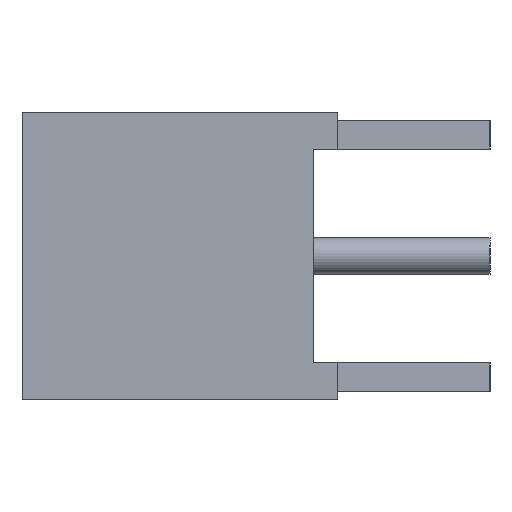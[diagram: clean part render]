
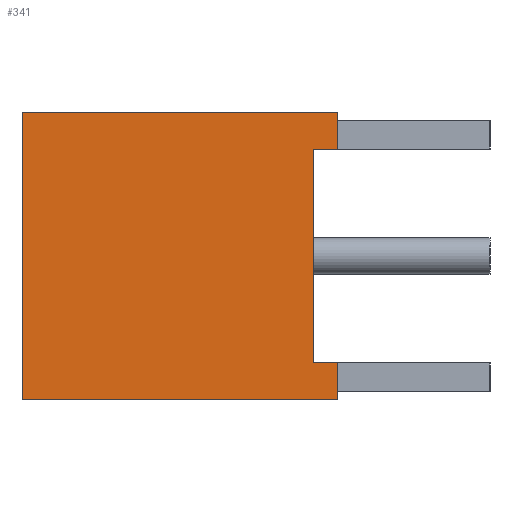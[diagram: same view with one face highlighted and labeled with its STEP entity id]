
A CAD part, left-side view. The second image highlights one B-rep face of the part: STEP entity #341.
In plain terms, the highlighted planar face has unit normal (-1, 0, 0).
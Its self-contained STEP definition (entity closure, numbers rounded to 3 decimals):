
#93=LINE('',#1640,#203);
#96=LINE('',#1646,#206);
#97=LINE('',#1649,#207);
#98=LINE('',#1651,#208);
#99=LINE('',#1653,#209);
#100=LINE('',#1655,#210);
#101=LINE('',#1656,#211);
#102=LINE('',#1658,#212);
#203=VECTOR('',#1336,1.);
#206=VECTOR('',#1341,1.);
#207=VECTOR('',#1342,1.);
#208=VECTOR('',#1343,1.);
#209=VECTOR('',#1344,1.);
#210=VECTOR('',#1345,1.);
#211=VECTOR('',#1346,1.);
#212=VECTOR('',#1347,1.);
#341=ADVANCED_FACE('',(#452),#408,.T.);
#408=PLANE('',#1209);
#452=FACE_OUTER_BOUND('',#506,.T.);
#506=EDGE_LOOP('',(#617,#618,#619,#620,#621,#622,#623,#624));
#617=ORIENTED_EDGE('',*,*,#1030,.T.);
#618=ORIENTED_EDGE('',*,*,#1031,.T.);
#619=ORIENTED_EDGE('',*,*,#1032,.F.);
#620=ORIENTED_EDGE('',*,*,#1033,.F.);
#621=ORIENTED_EDGE('',*,*,#1034,.F.);
#622=ORIENTED_EDGE('',*,*,#1027,.T.);
#623=ORIENTED_EDGE('',*,*,#1035,.T.);
#624=ORIENTED_EDGE('',*,*,#1036,.F.);
#913=VERTEX_POINT('',#1639);
#914=VERTEX_POINT('',#1641);
#916=VERTEX_POINT('',#1647);
#917=VERTEX_POINT('',#1648);
#918=VERTEX_POINT('',#1650);
#919=VERTEX_POINT('',#1652);
#920=VERTEX_POINT('',#1654);
#921=VERTEX_POINT('',#1657);
#1027=EDGE_CURVE('',#914,#913,#93,.T.);
#1030=EDGE_CURVE('',#916,#917,#96,.T.);
#1031=EDGE_CURVE('',#917,#918,#97,.T.);
#1032=EDGE_CURVE('',#919,#918,#98,.T.);
#1033=EDGE_CURVE('',#920,#919,#99,.T.);
#1034=EDGE_CURVE('',#914,#920,#100,.T.);
#1035=EDGE_CURVE('',#913,#921,#101,.T.);
#1036=EDGE_CURVE('',#916,#921,#102,.T.);
#1209=AXIS2_PLACEMENT_3D('',#1659,#1348,#1349);
#1336=DIRECTION('',(0.,0.,1.));
#1341=DIRECTION('',(0.,-1.,0.));
#1342=DIRECTION('',(0.,0.,1.));
#1343=DIRECTION('',(0.,-1.,0.));
#1344=DIRECTION('',(0.,0.,1.));
#1345=DIRECTION('',(0.,1.,0.));
#1346=DIRECTION('',(0.,1.,0.));
#1347=DIRECTION('',(0.,0.,-1.));
#1348=DIRECTION('',(-1.,0.,0.));
#1349=DIRECTION('',(0.,-1.,0.));
#1639=CARTESIAN_POINT('',(-5.776,-2.601,2.071));
#1640=CARTESIAN_POINT('',(-5.776,-2.601,1.311));
#1641=CARTESIAN_POINT('',(-5.776,-2.601,1.311));
#1646=CARTESIAN_POINT('',(-5.776,-2.101,6.551));
#1647=CARTESIAN_POINT('',(-5.776,-2.101,6.551));
#1648=CARTESIAN_POINT('',(-5.776,-2.601,6.551));
#1649=CARTESIAN_POINT('',(-5.776,-2.601,6.551));
#1650=CARTESIAN_POINT('',(-5.776,-2.601,7.311));
#1651=CARTESIAN_POINT('',(-5.776,3.999,7.311));
#1652=CARTESIAN_POINT('',(-5.776,3.999,7.311));
#1653=CARTESIAN_POINT('',(-5.776,3.999,1.311));
#1654=CARTESIAN_POINT('',(-5.776,3.999,1.311));
#1655=CARTESIAN_POINT('',(-5.776,-2.201,1.311));
#1656=CARTESIAN_POINT('',(-5.776,-2.201,2.071));
#1657=CARTESIAN_POINT('',(-5.776,-2.101,2.071));
#1658=CARTESIAN_POINT('',(-5.776,-2.101,6.551));
#1659=CARTESIAN_POINT('',(-5.776,3.999,1.311));
